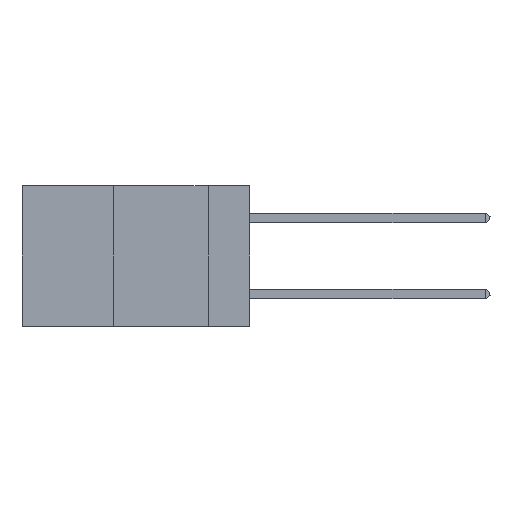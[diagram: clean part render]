
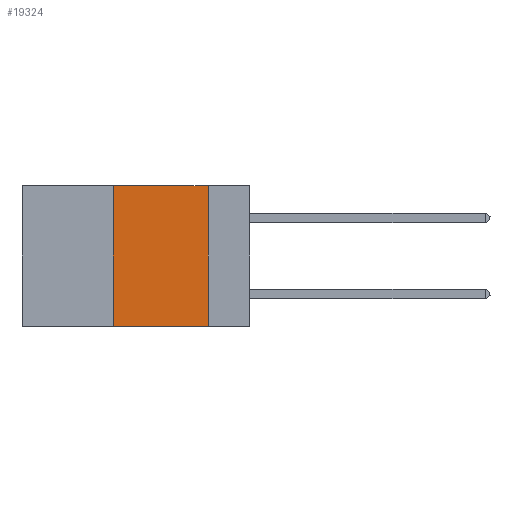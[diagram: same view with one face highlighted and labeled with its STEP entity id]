
A CAD part, left-side view. The second image highlights one B-rep face of the part: STEP entity #19324.
In plain terms, the highlighted planar face has unit normal (-1, 0, 0).
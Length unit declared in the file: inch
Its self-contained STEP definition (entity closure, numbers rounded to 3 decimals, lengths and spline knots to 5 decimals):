
#23 = CARTESIAN_POINT ( 'NONE',  ( 0., 0.11, 0. ) ) ;
#1191 = VERTEX_POINT ( 'NONE', #11439 ) ;
#2828 = ORIENTED_EDGE ( 'NONE', *, *, #7608, .F. ) ;
#3777 = LINE ( 'NONE', #7136, #13867 ) ;
#3841 = VERTEX_POINT ( 'NONE', #3970 ) ;
#3970 = CARTESIAN_POINT ( 'NONE',  ( 0., 0.36, -0.37 ) ) ;
#5547 = EDGE_CURVE ( 'NONE', #3841, #1191, #23954, .T. ) ;
#7136 = CARTESIAN_POINT ( 'NONE',  ( 0., 0.36, 0. ) ) ;
#7352 = VECTOR ( 'NONE', #11265, 39.37008 ) ;
#7608 = EDGE_CURVE ( 'NONE', #3841, #13790, #3777, .T. ) ;
#7700 = CARTESIAN_POINT ( 'NONE',  ( 0., 0.6, 0. ) ) ;
#7715 = LINE ( 'NONE', #7700, #12114 ) ;
#8319 = VERTEX_POINT ( 'NONE', #23 ) ;
#8535 = LINE ( 'NONE', #22598, #7352 ) ;
#9884 = CARTESIAN_POINT ( 'NONE',  ( 0., 0.36, 0. ) ) ;
#10637 = DIRECTION ( 'NONE',  ( 0., 0., -1. ) ) ;
#11265 = DIRECTION ( 'NONE',  ( 0., 0., -1. ) ) ;
#11439 = CARTESIAN_POINT ( 'NONE',  ( 0., 0.11, -0.37 ) ) ;
#12114 = VECTOR ( 'NONE', #19006, 39.37008 ) ;
#12609 = DIRECTION ( 'NONE',  ( 0., -1., 0. ) ) ;
#12933 = ORIENTED_EDGE ( 'NONE', *, *, #5547, .T. ) ;
#13634 = EDGE_CURVE ( 'NONE', #8319, #1191, #8535, .T. ) ;
#13790 = VERTEX_POINT ( 'NONE', #9884 ) ;
#13867 = VECTOR ( 'NONE', #18449, 39.37008 ) ;
#13932 = VECTOR ( 'NONE', #12609, 39.37008 ) ;
#14360 = PLANE ( 'NONE',  #19273 ) ;
#18449 = DIRECTION ( 'NONE',  ( 0., 0., 1. ) ) ;
#18559 = EDGE_LOOP ( 'NONE', ( #22649, #19688, #2828, #12933 ) ) ;
#18988 = FACE_OUTER_BOUND ( 'NONE', #18559, .T. ) ;
#19006 = DIRECTION ( 'NONE',  ( 0., -1., 0. ) ) ;
#19273 = AXIS2_PLACEMENT_3D ( 'NONE', #20075, #21969, #10637 ) ;
#19324 = ADVANCED_FACE ( 'NONE', ( #18988 ), #14360, .F. ) ;
#19688 = ORIENTED_EDGE ( 'NONE', *, *, #20986, .F. ) ;
#20075 = CARTESIAN_POINT ( 'NONE',  ( 0., 0.6, 0. ) ) ;
#20986 = EDGE_CURVE ( 'NONE', #13790, #8319, #7715, .T. ) ;
#21969 = DIRECTION ( 'NONE',  ( 1., 0., 0. ) ) ;
#22598 = CARTESIAN_POINT ( 'NONE',  ( 0., 0.11, 0. ) ) ;
#22649 = ORIENTED_EDGE ( 'NONE', *, *, #13634, .F. ) ;
#23892 = CARTESIAN_POINT ( 'NONE',  ( 0., 0.6, -0.37 ) ) ;
#23954 = LINE ( 'NONE', #23892, #13932 ) ;
